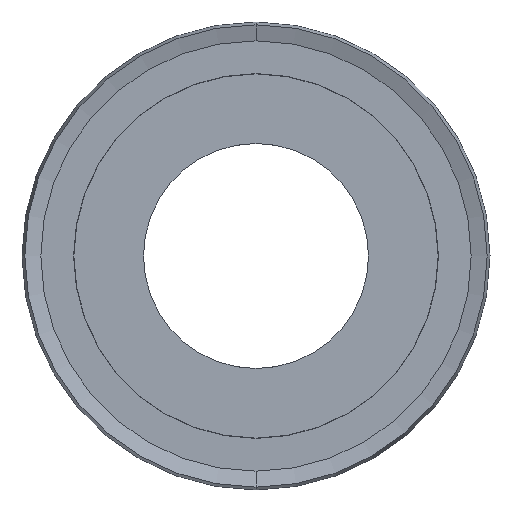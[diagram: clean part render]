
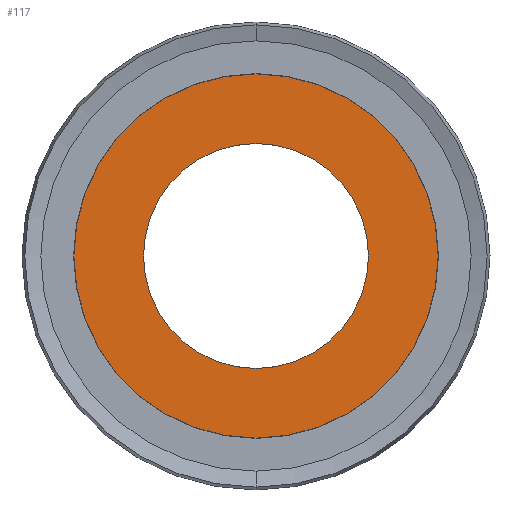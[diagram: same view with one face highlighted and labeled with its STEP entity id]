
A CAD part, left-side view. The second image highlights one B-rep face of the part: STEP entity #117.
In plain terms, the highlighted planar face has unit normal (-1, 0, 0).
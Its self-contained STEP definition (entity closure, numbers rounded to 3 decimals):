
#25 = DIRECTION ( 'NONE',  ( -1., 0., 0. ) ) ;
#117 = ADVANCED_FACE ( 'NONE', ( #7219, #4765 ), #2403, .T. ) ;
#535 = CARTESIAN_POINT ( 'NONE',  ( 14.445, 29.302, 51.072 ) ) ;
#985 = CIRCLE ( 'NONE', #2187, 28.416 ) ;
#1235 = CARTESIAN_POINT ( 'NONE',  ( 14.445, 29.302, 51.072 ) ) ;
#1287 = VERTEX_POINT ( 'NONE', #5835 ) ;
#1434 = DIRECTION ( 'NONE',  ( -1., 0., 0. ) ) ;
#2044 = CARTESIAN_POINT ( 'NONE',  ( 14.445, 29.302, 51.072 ) ) ;
#2187 = AXIS2_PLACEMENT_3D ( 'NONE', #1235, #5801, #6412 ) ;
#2339 = AXIS2_PLACEMENT_3D ( 'NONE', #5257, #1434, #7766 ) ;
#2403 = PLANE ( 'NONE',  #4862 ) ;
#2442 = DIRECTION ( 'NONE',  ( 0., 0., 1. ) ) ;
#2514 = DIRECTION ( 'NONE',  ( -1., 0., 0. ) ) ;
#2649 = DIRECTION ( 'NONE',  ( 0., 0., 1. ) ) ;
#2728 = CARTESIAN_POINT ( 'NONE',  ( 14.445, 29.302, 79.488 ) ) ;
#2901 = EDGE_LOOP ( 'NONE', ( #3634, #7956 ) ) ;
#3298 = VERTEX_POINT ( 'NONE', #4976 ) ;
#3545 = CIRCLE ( 'NONE', #2339, 17.551 ) ;
#3634 = ORIENTED_EDGE ( 'NONE', *, *, #4464, .F. ) ;
#3736 = EDGE_LOOP ( 'NONE', ( #7227, #5708 ) ) ;
#4375 = CARTESIAN_POINT ( 'NONE',  ( 14.445, 29.302, 51.072 ) ) ;
#4464 = EDGE_CURVE ( 'NONE', #1287, #6719, #6593, .T. ) ;
#4682 = EDGE_CURVE ( 'NONE', #3298, #6112, #5130, .T. ) ;
#4765 = FACE_OUTER_BOUND ( 'NONE', #3736, .T. ) ;
#4862 = AXIS2_PLACEMENT_3D ( 'NONE', #4375, #2514, #8162 ) ;
#4957 = DIRECTION ( 'NONE',  ( -1., 0., 0. ) ) ;
#4976 = CARTESIAN_POINT ( 'NONE',  ( 14.445, 29.302, 22.656 ) ) ;
#4987 = CARTESIAN_POINT ( 'NONE',  ( 14.445, 29.302, 68.624 ) ) ;
#5130 = CIRCLE ( 'NONE', #8265, 28.416 ) ;
#5257 = CARTESIAN_POINT ( 'NONE',  ( 14.445, 29.302, 51.072 ) ) ;
#5397 = EDGE_CURVE ( 'NONE', #6112, #3298, #985, .T. ) ;
#5558 = EDGE_CURVE ( 'NONE', #6719, #1287, #3545, .T. ) ;
#5560 = AXIS2_PLACEMENT_3D ( 'NONE', #2044, #25, #2649 ) ;
#5708 = ORIENTED_EDGE ( 'NONE', *, *, #4682, .T. ) ;
#5801 = DIRECTION ( 'NONE',  ( -1., 0., 0. ) ) ;
#5835 = CARTESIAN_POINT ( 'NONE',  ( 14.445, 29.302, 33.521 ) ) ;
#6112 = VERTEX_POINT ( 'NONE', #2728 ) ;
#6412 = DIRECTION ( 'NONE',  ( 0., 0., 1. ) ) ;
#6593 = CIRCLE ( 'NONE', #5560, 17.551 ) ;
#6719 = VERTEX_POINT ( 'NONE', #4987 ) ;
#7219 = FACE_BOUND ( 'NONE', #2901, .T. ) ;
#7227 = ORIENTED_EDGE ( 'NONE', *, *, #5397, .T. ) ;
#7766 = DIRECTION ( 'NONE',  ( 0., 0., 1. ) ) ;
#7956 = ORIENTED_EDGE ( 'NONE', *, *, #5558, .F. ) ;
#8162 = DIRECTION ( 'NONE',  ( 0., 0., 1. ) ) ;
#8265 = AXIS2_PLACEMENT_3D ( 'NONE', #535, #4957, #2442 ) ;
